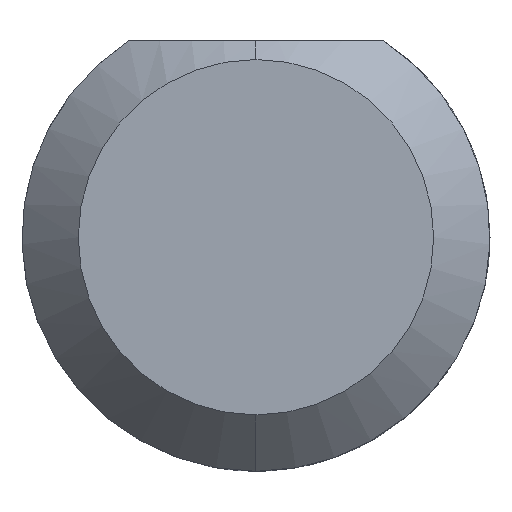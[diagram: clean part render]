
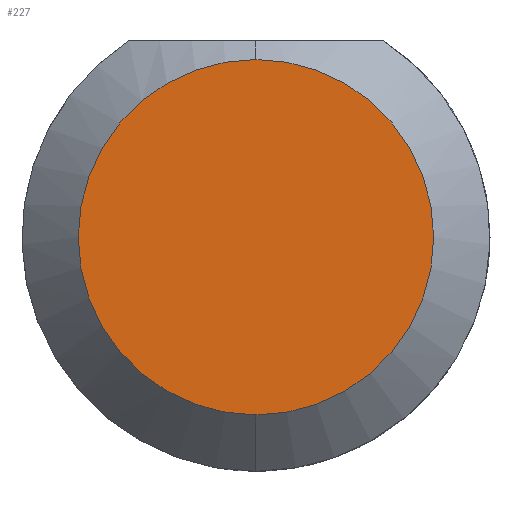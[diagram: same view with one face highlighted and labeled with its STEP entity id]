
A CAD part, left-side view. The second image highlights one B-rep face of the part: STEP entity #227.
In plain terms, the highlighted planar face has unit normal (-1, 0, 0).
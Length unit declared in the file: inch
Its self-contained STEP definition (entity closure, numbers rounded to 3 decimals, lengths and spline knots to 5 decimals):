
#124 = CARTESIAN_POINT ( 'NONE',  ( 0., 0., -0.04735 ) ) ;
#126 = EDGE_LOOP ( 'NONE', ( #405, #240 ) ) ;
#159 = AXIS2_PLACEMENT_3D ( 'NONE', #609, #643, #607 ) ;
#189 = DIRECTION ( 'NONE',  ( -1., 0., 0. ) ) ;
#212 = CIRCLE ( 'NONE', #159, 0.04735 ) ;
#227 = ADVANCED_FACE ( 'NONE', ( #604 ), #583, .F. ) ;
#240 = ORIENTED_EDGE ( 'NONE', *, *, #465, .T. ) ;
#311 = DIRECTION ( 'NONE',  ( 1., 0., 0. ) ) ;
#313 = VERTEX_POINT ( 'NONE', #124 ) ;
#321 = VERTEX_POINT ( 'NONE', #489 ) ;
#362 = DIRECTION ( 'NONE',  ( 0., 0., -1. ) ) ;
#405 = ORIENTED_EDGE ( 'NONE', *, *, #534, .T. ) ;
#433 = CARTESIAN_POINT ( 'NONE',  ( 0., 0., 0. ) ) ;
#465 = EDGE_CURVE ( 'NONE', #321, #313, #514, .T. ) ;
#489 = CARTESIAN_POINT ( 'NONE',  ( 0., 0., 0.04735 ) ) ;
#514 = CIRCLE ( 'NONE', #666, 0.04735 ) ;
#534 = EDGE_CURVE ( 'NONE', #313, #321, #212, .T. ) ;
#561 = DIRECTION ( 'NONE',  ( 0., 0., 1. ) ) ;
#583 = PLANE ( 'NONE',  #612 ) ;
#604 = FACE_OUTER_BOUND ( 'NONE', #126, .T. ) ;
#607 = DIRECTION ( 'NONE',  ( 0., 0., 1. ) ) ;
#609 = CARTESIAN_POINT ( 'NONE',  ( 0., 0., 0. ) ) ;
#612 = AXIS2_PLACEMENT_3D ( 'NONE', #433, #311, #362 ) ;
#643 = DIRECTION ( 'NONE',  ( -1., 0., 0. ) ) ;
#648 = CARTESIAN_POINT ( 'NONE',  ( 0., 0., 0. ) ) ;
#666 = AXIS2_PLACEMENT_3D ( 'NONE', #648, #189, #561 ) ;
